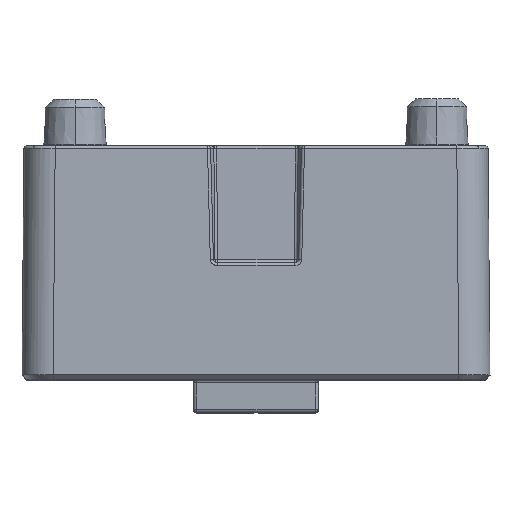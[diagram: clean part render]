
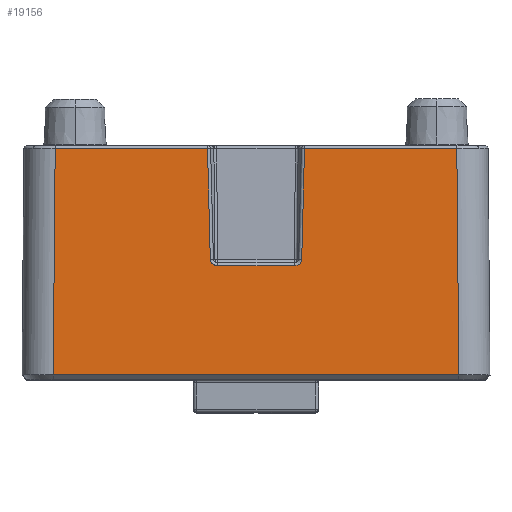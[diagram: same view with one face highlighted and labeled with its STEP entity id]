
A CAD part, top view. The second image highlights one B-rep face of the part: STEP entity #19156.
In plain terms, the highlighted planar face has unit normal (0, 0.009, 1).
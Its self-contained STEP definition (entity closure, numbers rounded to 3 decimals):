
#85 = VERTEX_POINT ( 'NONE', #4232 ) ;
#455 = VECTOR ( 'NONE', #23223, 1000. ) ;
#848 = DIRECTION ( 'NONE',  ( 1., 0., 0. ) ) ;
#1219 = CARTESIAN_POINT ( 'NONE',  ( -3.108, 14.802, 14.871 ) ) ;
#1271 = PLANE ( 'NONE',  #28148 ) ;
#1568 = CARTESIAN_POINT ( 'NONE',  ( 2.466, 7.302, 14.936 ) ) ;
#1665 = CARTESIAN_POINT ( 'NONE',  ( 2.924, 7.464, 14.935 ) ) ;
#1753 = EDGE_CURVE ( 'NONE', #25264, #19372, #27914, .T. ) ;
#1867 = CARTESIAN_POINT ( 'NONE',  ( 12.998, 0.244, 14.998 ) ) ;
#2461 = VERTEX_POINT ( 'NONE', #27661 ) ;
#2861 = LINE ( 'NONE', #21164, #19783 ) ;
#2955 = VERTEX_POINT ( 'NONE', #21337 ) ;
#2972 = VECTOR ( 'NONE', #18250, 1000. ) ;
#2997 = CARTESIAN_POINT ( 'NONE',  ( -15., 14.802, 14.871 ) ) ;
#3482 = DIRECTION ( 'NONE',  ( 0., -1., 0.009 ) ) ;
#4232 = CARTESIAN_POINT ( 'NONE',  ( 12.997, 0.297, 14.997 ) ) ;
#5098 = LINE ( 'NONE', #22773, #22006 ) ;
#5330 = EDGE_CURVE ( 'NONE', #21660, #25264, #5098, .T. ) ;
#5481 = CARTESIAN_POINT ( 'NONE',  ( -2.929, 7.695, 14.933 ) ) ;
#5536 = DIRECTION ( 'NONE',  ( 0., 0.009, 1. ) ) ;
#5593 = CARTESIAN_POINT ( 'NONE',  ( -2.743, 0.309, 14.997 ) ) ;
#5937 = EDGE_CURVE ( 'NONE', #27374, #2955, #14735, .T. ) ;
#6315 = LINE ( 'NONE', #5593, #455 ) ;
#6356 = ORIENTED_EDGE ( 'NONE', *, *, #5937, .T. ) ;
#6429 = EDGE_CURVE ( 'NONE', #19372, #85, #6439, .T. ) ;
#6439 = LINE ( 'NONE', #24860, #12281 ) ;
#7237 = CARTESIAN_POINT ( 'NONE',  ( -13., -0.017, 15. ) ) ;
#7458 = CARTESIAN_POINT ( 'NONE',  ( 2.466, 7.302, 14.936 ) ) ;
#7974 = DIRECTION ( 'NONE',  ( -1., 0., 0. ) ) ;
#8013 = EDGE_LOOP ( 'NONE', ( #24654, #6356, #26390, #13144, #22915, #15879, #21621, #10420, #8520, #23031 ) ) ;
#8109 = FACE_OUTER_BOUND ( 'NONE', #8013, .T. ) ;
#8230 = CARTESIAN_POINT ( 'NONE',  ( 2.732, 7.302, 14.936 ) ) ;
#8520 = ORIENTED_EDGE ( 'NONE', *, *, #1753, .T. ) ;
#9064 = VECTOR ( 'NONE', #24992, 1000. ) ;
#9862 = VERTEX_POINT ( 'NONE', #7458 ) ;
#10420 = ORIENTED_EDGE ( 'NONE', *, *, #5330, .T. ) ;
#11530 = EDGE_CURVE ( 'NONE', #9862, #13603, #18036, .T. ) ;
#11844 = CARTESIAN_POINT ( 'NONE',  ( 12.871, 14.802, 14.871 ) ) ;
#12127 = CARTESIAN_POINT ( 'NONE',  ( -2.732, 7.302, 14.936 ) ) ;
#12281 = VECTOR ( 'NONE', #848, 1000. ) ;
#12784 = EDGE_CURVE ( 'NONE', #27570, #21660, #6315, .T. ) ;
#13144 = ORIENTED_EDGE ( 'NONE', *, *, #11530, .F. ) ;
#13603 = VERTEX_POINT ( 'NONE', #22305 ) ;
#14735 = LINE ( 'NONE', #2997, #2972 ) ;
#14922 = LINE ( 'NONE', #27226, #9064 ) ;
#15086 = DIRECTION ( 'NONE',  ( -0.009, 1., -0.009 ) ) ;
#15201 = VECTOR ( 'NONE', #15086, 1000. ) ;
#15879 = ORIENTED_EDGE ( 'NONE', *, *, #23461, .F. ) ;
#16815 = CARTESIAN_POINT ( 'NONE',  ( -12.871, 14.802, 14.871 ) ) ;
#17089 = CARTESIAN_POINT ( 'NONE',  ( 2.929, 7.695, 14.933 ) ) ;
#18036 =( BOUNDED_CURVE ( )  B_SPLINE_CURVE ( 3, ( #1568, #8230, #1665, #17089 ),
 .UNSPECIFIED., .F., .F. ) 
 B_SPLINE_CURVE_WITH_KNOTS ( ( 4, 4 ),
 ( 4.695, 6.248 ),
 .UNSPECIFIED. ) 
 CURVE ( )  GEOMETRIC_REPRESENTATION_ITEM ( )  RATIONAL_B_SPLINE_CURVE ( ( 1., 0.809, 0.809, 1. ) ) 
 REPRESENTATION_ITEM ( '' )  );
#18250 = DIRECTION ( 'NONE',  ( -1., 0., 0. ) ) ;
#18413 = DIRECTION ( 'NONE',  ( -1., 0., 0. ) ) ;
#18657 = CARTESIAN_POINT ( 'NONE',  ( -2.924, 7.464, 14.935 ) ) ;
#19156 = ADVANCED_FACE ( 'NONE', ( #8109 ), #1271, .T. ) ;
#19372 = VERTEX_POINT ( 'NONE', #22192 ) ;
#19783 = VECTOR ( 'NONE', #7974, 1000. ) ;
#20357 = LINE ( 'NONE', #1867, #15201 ) ;
#21164 = CARTESIAN_POINT ( 'NONE',  ( -15., 7.302, 14.936 ) ) ;
#21337 = CARTESIAN_POINT ( 'NONE',  ( 3.108, 14.802, 14.871 ) ) ;
#21621 = ORIENTED_EDGE ( 'NONE', *, *, #12784, .T. ) ;
#21660 = VERTEX_POINT ( 'NONE', #1219 ) ;
#22006 = VECTOR ( 'NONE', #18413, 1000. ) ;
#22061 = VECTOR ( 'NONE', #22661, 1000. ) ;
#22192 = CARTESIAN_POINT ( 'NONE',  ( -12.997, 0.297, 14.997 ) ) ;
#22305 = CARTESIAN_POINT ( 'NONE',  ( 2.929, 7.695, 14.933 ) ) ;
#22661 = DIRECTION ( 'NONE',  ( -0.009, -1., 0.009 ) ) ;
#22773 = CARTESIAN_POINT ( 'NONE',  ( -15., 14.802, 14.871 ) ) ;
#22915 = ORIENTED_EDGE ( 'NONE', *, *, #23528, .T. ) ;
#23031 = ORIENTED_EDGE ( 'NONE', *, *, #6429, .T. ) ;
#23223 = DIRECTION ( 'NONE',  ( -0.025, 1., -0.009 ) ) ;
#23461 = EDGE_CURVE ( 'NONE', #27570, #2461, #24164, .T. ) ;
#23528 = EDGE_CURVE ( 'NONE', #9862, #2461, #2861, .T. ) ;
#24164 =( BOUNDED_CURVE ( )  B_SPLINE_CURVE ( 3, ( #5481, #18657, #12127, #27545 ),
 .UNSPECIFIED., .F., .T. ) 
 B_SPLINE_CURVE_WITH_KNOTS ( ( 4, 4 ),
 ( 3.176, 4.73 ),
 .UNSPECIFIED. ) 
 CURVE ( )  GEOMETRIC_REPRESENTATION_ITEM ( )  RATIONAL_B_SPLINE_CURVE ( ( 1., 0.809, 0.809, 1. ) ) 
 REPRESENTATION_ITEM ( '' )  );
#24654 = ORIENTED_EDGE ( 'NONE', *, *, #26600, .T. ) ;
#24860 = CARTESIAN_POINT ( 'NONE',  ( 13., 0.297, 14.997 ) ) ;
#24992 = DIRECTION ( 'NONE',  ( -0.025, -1., 0.009 ) ) ;
#25117 = EDGE_CURVE ( 'NONE', #2955, #13603, #14922, .T. ) ;
#25264 = VERTEX_POINT ( 'NONE', #16815 ) ;
#26390 = ORIENTED_EDGE ( 'NONE', *, *, #25117, .T. ) ;
#26600 = EDGE_CURVE ( 'NONE', #85, #27374, #20357, .T. ) ;
#27226 = CARTESIAN_POINT ( 'NONE',  ( 2.724, -0.447, 15.004 ) ) ;
#27374 = VERTEX_POINT ( 'NONE', #11844 ) ;
#27545 = CARTESIAN_POINT ( 'NONE',  ( -2.466, 7.302, 14.936 ) ) ;
#27570 = VERTEX_POINT ( 'NONE', #28579 ) ;
#27661 = CARTESIAN_POINT ( 'NONE',  ( -2.466, 7.302, 14.936 ) ) ;
#27690 = CARTESIAN_POINT ( 'NONE',  ( -15., 0., 15. ) ) ;
#27914 = LINE ( 'NONE', #7237, #22061 ) ;
#28148 = AXIS2_PLACEMENT_3D ( 'NONE', #27690, #5536, #3482 ) ;
#28579 = CARTESIAN_POINT ( 'NONE',  ( -2.929, 7.695, 14.933 ) ) ;
